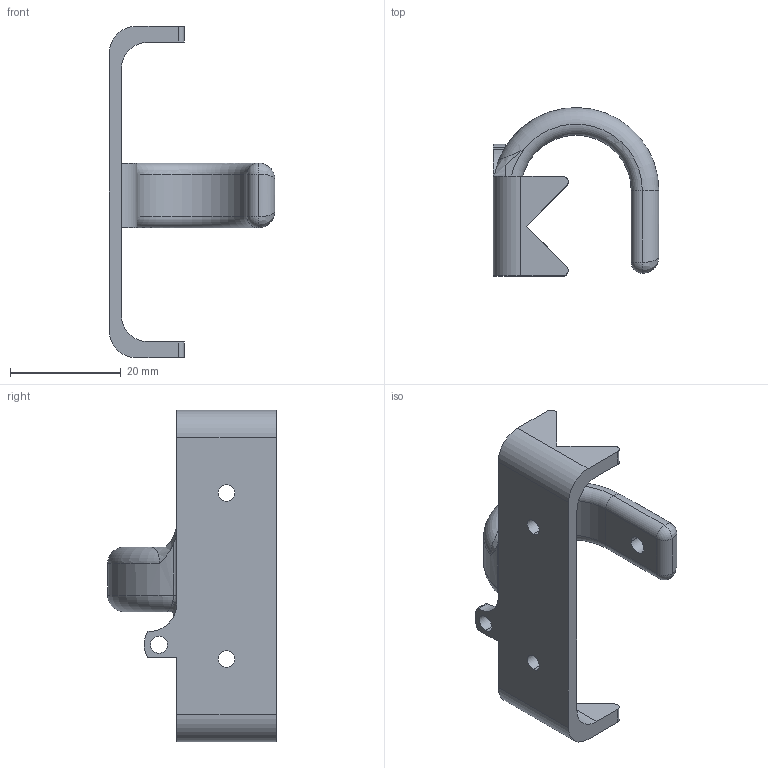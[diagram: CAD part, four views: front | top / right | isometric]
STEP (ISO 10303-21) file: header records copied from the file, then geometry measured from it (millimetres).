
FILE_DESCRIPTION (( 'STEP AP203' ), '1' );
FILE_NAME ('Penholder_默认_sldprt.STEP', '2022-12-01T14:35:59', ( '' ), ( '' ), 'SwSTEP 2.0', 'SolidWorks 2021', '' );
FILE_SCHEMA (( 'CONFIG_CONTROL_DESIGN' ));
Length unit declared in the file: millimetre
Products named in the file (1): Penholder_默认_sldprt
Bounding box: 30 x 30.5 x 60 mm (x, y, z)
Volume: 6238.5 mm3; surface area: 4799.5 mm2
Topology: 1 solids, 1 shells, 66 faces, 175 edges, 107 vertices
Faces by surface type: cylinder 30, plane 22, torus 6, bspline 6, sphere 2
Entity records: 2363 total; most frequent: CARTESIAN_POINT 680, ORIENTED_EDGE 342, DIRECTION 337, EDGE_CURVE 171, AXIS2_PLACEMENT_3D 129, VERTEX_POINT 107, LINE 79, VECTOR 79
